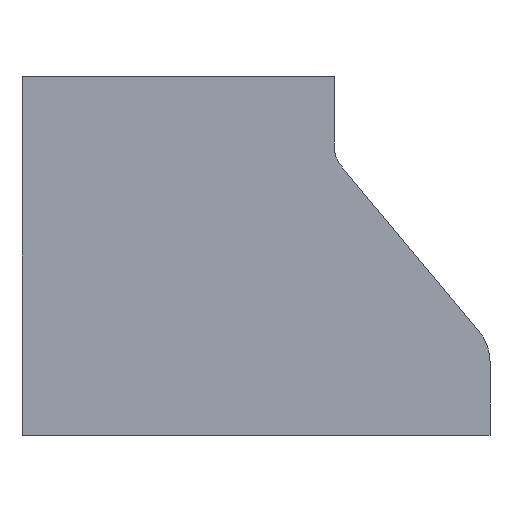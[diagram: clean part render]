
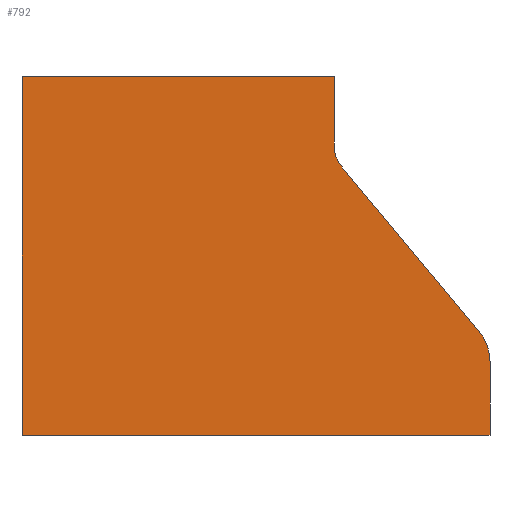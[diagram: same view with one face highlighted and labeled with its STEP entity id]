
A CAD part, front view. The second image highlights one B-rep face of the part: STEP entity #792.
In plain terms, the highlighted planar face has unit normal (0, -1, 0).
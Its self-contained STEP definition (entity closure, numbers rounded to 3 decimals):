
#12 = CARTESIAN_POINT ( 'NONE',  ( 100., 0., 0. ) ) ;
#52 = CARTESIAN_POINT ( 'NONE',  ( 400., 0., -230. ) ) ;
#55 = CARTESIAN_POINT ( 'NONE',  ( 300., 0., -44.501 ) ) ;
#60 = DIRECTION ( 'NONE',  ( 1., 0., 0. ) ) ;
#61 = CARTESIAN_POINT ( 'NONE',  ( 100., 0., -230. ) ) ;
#100 = CARTESIAN_POINT ( 'NONE',  ( 304.636, 0., -57.304 ) ) ;
#103 = CARTESIAN_POINT ( 'NONE',  ( 393.047, 0., -163.398 ) ) ;
#123 = CARTESIAN_POINT ( 'NONE',  ( -200., 0., -230. ) ) ;
#197 = DIRECTION ( 'NONE',  ( 0., 1., 0. ) ) ;
#200 = PLANE ( 'NONE',  #497 ) ;
#217 = DIRECTION ( 'NONE',  ( 0., 0., 1. ) ) ;
#223 = CARTESIAN_POINT ( 'NONE',  ( -100., 0., 0. ) ) ;
#233 = CARTESIAN_POINT ( 'NONE',  ( 300., 0., 0. ) ) ;
#236 = DIRECTION ( 'NONE',  ( 0., 0., 1. ) ) ;
#251 = CARTESIAN_POINT ( 'NONE',  ( -120., 0., -44.501 ) ) ;
#265 = DIRECTION ( 'NONE',  ( -1., 0., 0. ) ) ;
#295 = CARTESIAN_POINT ( 'NONE',  ( 400., 0., -182.603 ) ) ;
#298 = CARTESIAN_POINT ( 'NONE',  ( 300., 0., 0. ) ) ;
#340 = CARTESIAN_POINT ( 'NONE',  ( 400., 0., -182.603 ) ) ;
#437 = ORIENTED_EDGE ( 'NONE', *, *, #618, .T. ) ;
#439 = ORIENTED_EDGE ( 'NONE', *, *, #647, .F. ) ;
#497 = AXIS2_PLACEMENT_3D ( 'NONE', #251, #197, #217 ) ;
#530 = AXIS2_PLACEMENT_3D ( 'NONE', #759, #685, #666 ) ;
#531 = AXIS2_PLACEMENT_3D ( 'NONE', #756, #742, #757 ) ;
#552 = EDGE_CURVE ( 'NONE', #942, #944, #810, .T. ) ;
#586 = EDGE_CURVE ( 'NONE', #978, #988, #870, .T. ) ;
#587 = EDGE_CURVE ( 'NONE', #944, #992, #872, .T. ) ;
#596 = EDGE_CURVE ( 'NONE', #992, #979, #874, .T. ) ;
#597 = EDGE_CURVE ( 'NONE', #979, #940, #875, .T. ) ;
#618 = EDGE_CURVE ( 'NONE', #940, #946, #911, .T. ) ;
#647 = EDGE_CURVE ( 'NONE', #988, #946, #1099, .T. ) ;
#650 = EDGE_CURVE ( 'NONE', #942, #978, #1105, .T. ) ;
#666 = DIRECTION ( 'NONE',  ( 0., 0., 1. ) ) ;
#682 = DIRECTION ( 'NONE',  ( 0., 0., 1. ) ) ;
#685 = DIRECTION ( 'NONE',  ( 0., 1., 0. ) ) ;
#694 = CARTESIAN_POINT ( 'NONE',  ( 304.636, 0., -57.304 ) ) ;
#706 = DIRECTION ( 'NONE',  ( -0.64, 0., 0.768 ) ) ;
#742 = DIRECTION ( 'NONE',  ( 0., -1., 0. ) ) ;
#749 = CARTESIAN_POINT ( 'NONE',  ( 100., 0., 0. ) ) ;
#754 = DIRECTION ( 'NONE',  ( 0., 0., 1. ) ) ;
#756 = CARTESIAN_POINT ( 'NONE',  ( 370., 0., -182.603 ) ) ;
#757 = DIRECTION ( 'NONE',  ( 0., 0., 1. ) ) ;
#759 = CARTESIAN_POINT ( 'NONE',  ( 320., 0., -44.501 ) ) ;
#792 = ADVANCED_FACE ( 'NONE', ( #1156 ), #200, .F. ) ;
#810 = LINE ( 'NONE', #340, #815 ) ;
#815 = VECTOR ( 'NONE', #682, 1000. ) ;
#870 = LINE ( 'NONE', #749, #873 ) ;
#872 = CIRCLE ( 'NONE', #531, 30. ) ;
#873 = VECTOR ( 'NONE', #754, 1000. ) ;
#874 = LINE ( 'NONE', #694, #876 ) ;
#875 = CIRCLE ( 'NONE', #530, 20. ) ;
#876 = VECTOR ( 'NONE', #706, 1000. ) ;
#911 = LINE ( 'NONE', #233, #913 ) ;
#913 = VECTOR ( 'NONE', #236, 1000. ) ;
#940 = VERTEX_POINT ( 'NONE', #55 ) ;
#942 = VERTEX_POINT ( 'NONE', #52 ) ;
#944 = VERTEX_POINT ( 'NONE', #295 ) ;
#946 = VERTEX_POINT ( 'NONE', #298 ) ;
#978 = VERTEX_POINT ( 'NONE', #61 ) ;
#979 = VERTEX_POINT ( 'NONE', #100 ) ;
#988 = VERTEX_POINT ( 'NONE', #12 ) ;
#992 = VERTEX_POINT ( 'NONE', #103 ) ;
#1032 = EDGE_LOOP ( 'NONE', ( #439, #1060, #1059, #1058, #1061, #1062, #1063, #437 ) ) ;
#1058 = ORIENTED_EDGE ( 'NONE', *, *, #552, .T. ) ;
#1059 = ORIENTED_EDGE ( 'NONE', *, *, #650, .F. ) ;
#1060 = ORIENTED_EDGE ( 'NONE', *, *, #586, .F. ) ;
#1061 = ORIENTED_EDGE ( 'NONE', *, *, #587, .T. ) ;
#1062 = ORIENTED_EDGE ( 'NONE', *, *, #596, .T. ) ;
#1063 = ORIENTED_EDGE ( 'NONE', *, *, #597, .T. ) ;
#1099 = LINE ( 'NONE', #223, #1102 ) ;
#1102 = VECTOR ( 'NONE', #60, 1000. ) ;
#1105 = LINE ( 'NONE', #123, #1108 ) ;
#1108 = VECTOR ( 'NONE', #265, 1000. ) ;
#1156 = FACE_OUTER_BOUND ( 'NONE', #1032, .T. ) ;
